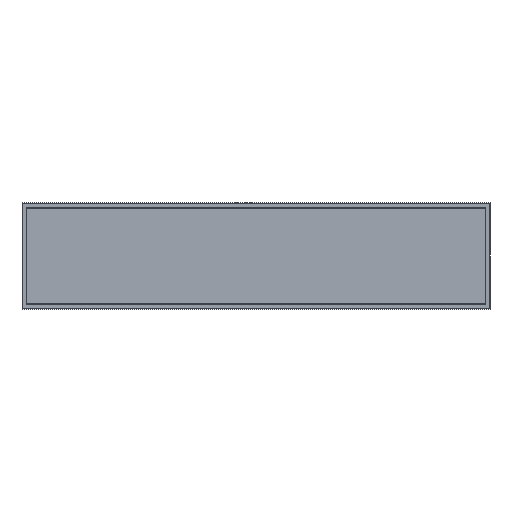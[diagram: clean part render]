
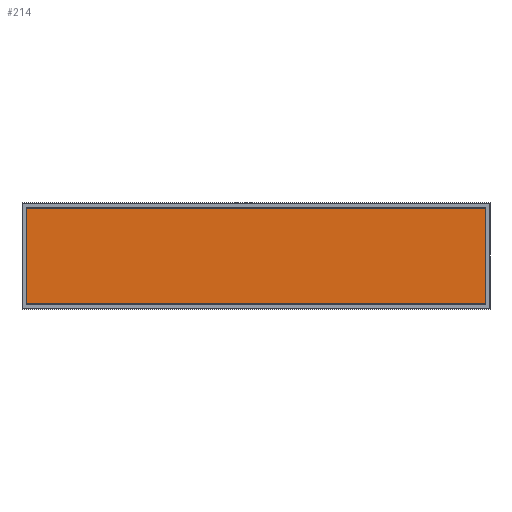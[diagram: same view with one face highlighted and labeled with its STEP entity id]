
A CAD part, top view. The second image highlights one B-rep face of the part: STEP entity #214.
In plain terms, the highlighted planar face has unit normal (0, 0, 1).
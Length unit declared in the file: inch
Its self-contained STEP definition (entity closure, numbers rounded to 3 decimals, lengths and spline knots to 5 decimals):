
#45=DIRECTION('',(0.,-1.,0.));
#46=VECTOR('',#45,1.17575);
#47=CARTESIAN_POINT('',(5.70088,-0.06812,0.11));
#48=LINE('',#47,#46);
#49=DIRECTION('',(-1.,0.,0.));
#50=VECTOR('',#49,5.64675);
#51=CARTESIAN_POINT('',(5.70088,-1.24388,0.11));
#52=LINE('',#51,#50);
#53=DIRECTION('',(0.,1.,0.));
#54=VECTOR('',#53,1.17575);
#55=CARTESIAN_POINT('',(0.05412,-1.24388,0.11));
#56=LINE('',#55,#54);
#57=DIRECTION('',(1.,0.,0.));
#58=VECTOR('',#57,5.64675);
#59=CARTESIAN_POINT('',(0.05412,-0.06812,0.11));
#60=LINE('',#59,#58);
#113=CARTESIAN_POINT('',(5.70088,-0.06812,0.11));
#114=CARTESIAN_POINT('',(5.70088,-1.24388,0.11));
#115=VERTEX_POINT('',#113);
#116=VERTEX_POINT('',#114);
#117=CARTESIAN_POINT('',(0.05412,-1.24388,0.11));
#118=VERTEX_POINT('',#117);
#119=CARTESIAN_POINT('',(0.05412,-0.06812,0.11));
#120=VERTEX_POINT('',#119);
#200=CARTESIAN_POINT('',(0.,0.,0.11));
#201=DIRECTION('',(0.,0.,1.));
#202=DIRECTION('',(1.,0.,0.));
#203=AXIS2_PLACEMENT_3D('',#200,#201,#202);
#204=PLANE('',#203);
#205=ORIENTED_EDGE('',*,*,#190,.T.);
#207=ORIENTED_EDGE('',*,*,#206,.T.);
#209=ORIENTED_EDGE('',*,*,#208,.T.);
#211=ORIENTED_EDGE('',*,*,#210,.T.);
#212=EDGE_LOOP('',(#205,#207,#209,#211));
#213=FACE_OUTER_BOUND('',#212,.F.);
#214=ADVANCED_FACE('',(#213),#204,.T.);
#190=EDGE_CURVE('',#115,#116,#48,.T.);
#206=EDGE_CURVE('',#116,#118,#52,.T.);
#208=EDGE_CURVE('',#118,#120,#56,.T.);
#210=EDGE_CURVE('',#120,#115,#60,.T.);
